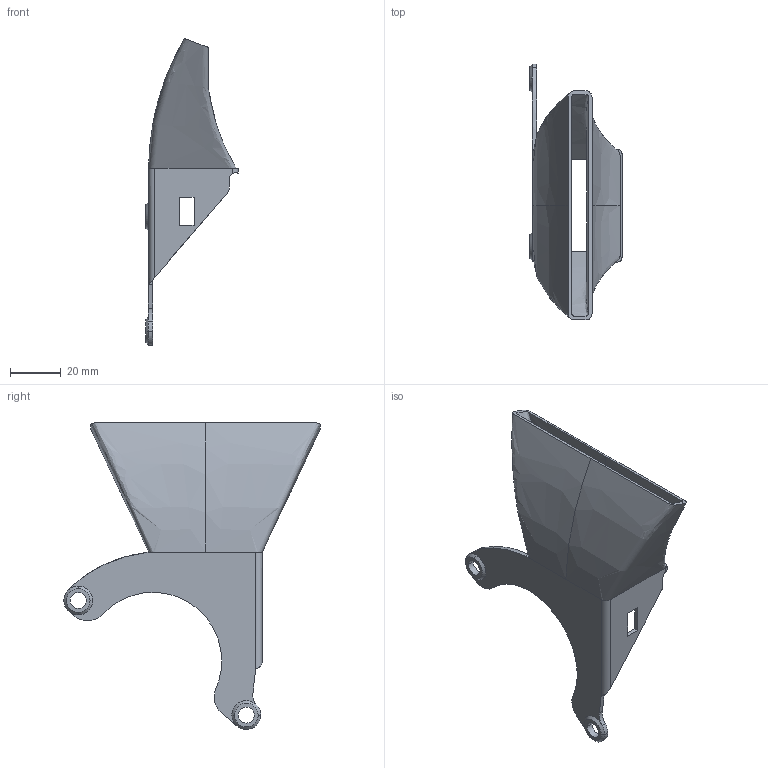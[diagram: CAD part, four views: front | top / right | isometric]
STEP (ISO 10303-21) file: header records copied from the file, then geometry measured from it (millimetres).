
FILE_DESCRIPTION (( 'STEP AP203' ), '1' );
FILE_NAME ('P4_3D Printed Static Cooling Fan Shroud^Proforge 4.STEP', '2023-09-02T22:33:42', ( '' ), ( '' ), 'SwSTEP 2.0', 'SolidWorks 2020', '' );
FILE_SCHEMA (( 'CONFIG_CONTROL_DESIGN' ));
Length unit declared in the file: millimetre
Products named in the file (1): P4_3D Printed Static Cooling Fan Shroud^Proforge 4
Bounding box: 36.19 x 100.64 x 120.52 mm (x, y, z)
Volume: 22023.3 mm3; surface area: 24747.6 mm2
Topology: 1 solids, 1 shells, 59 faces, 173 edges, 116 vertices
Faces by surface type: plane 27, cylinder 19, bspline 9, cone 4
Entity records: 3139 total; most frequent: CARTESIAN_POINT 1496, ORIENTED_EDGE 346, DIRECTION 303, EDGE_CURVE 173, VERTEX_POINT 116, AXIS2_PLACEMENT_3D 103, VECTOR 97, LINE 97
